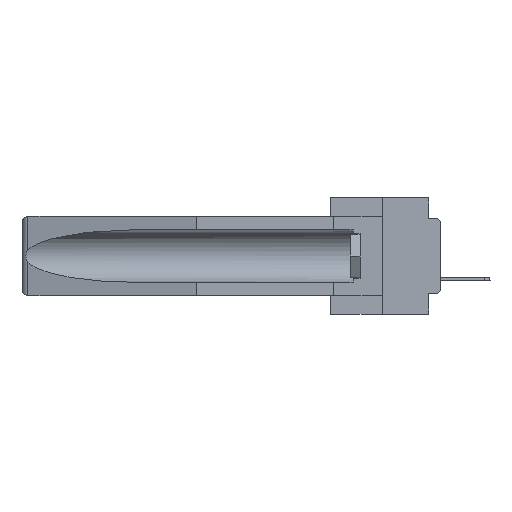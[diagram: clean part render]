
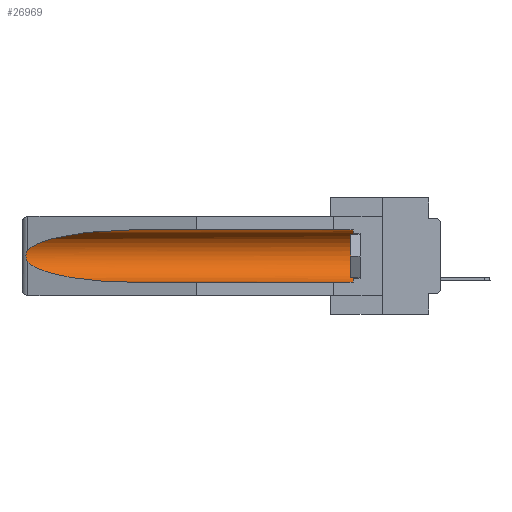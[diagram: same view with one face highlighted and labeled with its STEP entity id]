
A CAD part, left-side view. The second image highlights one B-rep face of the part: STEP entity #26969.
In plain terms, the highlighted cylindrical face has radius 2.857 mm (diameter 5.715 mm), a partial arc.
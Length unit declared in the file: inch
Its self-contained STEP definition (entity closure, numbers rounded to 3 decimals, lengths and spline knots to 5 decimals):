
#756 = DIRECTION ( 'NONE',  ( 0., 0., 1. ) ) ;
#762 = DIRECTION ( 'NONE',  ( 0., -1., 0. ) ) ;
#1381 = CIRCLE ( 'NONE', #25186, 0.1125 ) ;
#1610 = CARTESIAN_POINT ( 'NONE',  ( 0.26537, 1.52718, -0.19328 ) ) ;
#1956 = LINE ( 'NONE', #4276, #5033 ) ;
#2057 = CARTESIAN_POINT ( 'NONE',  ( 0.2673, 1.53269, -0.17917 ) ) ;
#2072 = B_SPLINE_CURVE_WITH_KNOTS ( 'NONE', 3,
 ( #6994, #4371, #4807, #11247, #22515, #27203, #2057, #15767, #7137, #19857 ),
 .UNSPECIFIED., .F., .F.,
 ( 4, 2, 2, 2, 4 ),
 ( 0., 0.00029, 0.00058, 0.00087, 0.00117 ),
 .UNSPECIFIED. ) ;
#2234 = DIRECTION ( 'NONE',  ( 0., 1., 0. ) ) ;
#2821 = FACE_OUTER_BOUND ( 'NONE', #21362, .T. ) ;
#3057 =( BOUNDED_CURVE ( )  B_SPLINE_CURVE ( 3, ( #9785, #11705, #18272, #23235 ),
 .UNSPECIFIED., .F., .T. ) 
 B_SPLINE_CURVE_WITH_KNOTS ( ( 4, 4 ),
 ( 4.71239, 6.08839 ),
 .UNSPECIFIED. ) 
 CURVE ( )  GEOMETRIC_REPRESENTATION_ITEM ( )  RATIONAL_B_SPLINE_CURVE ( ( 1., 0.848, 0.848, 1. ) ) 
 REPRESENTATION_ITEM ( '' )  );
#3673 = EDGE_CURVE ( 'NONE', #28412, #20125, #3057, .T. ) ;
#4276 = CARTESIAN_POINT ( 'NONE',  ( 0.155, -0.30754, -0.059 ) ) ;
#4371 = CARTESIAN_POINT ( 'NONE',  ( 0.26597, 1.52961, -0.15275 ) ) ;
#4807 = CARTESIAN_POINT ( 'NONE',  ( 0.26654, 1.53092, -0.15636 ) ) ;
#5033 = VECTOR ( 'NONE', #2234, 39.37008 ) ;
#5079 = EDGE_CURVE ( 'NONE', #18219, #28411, #17539, .T. ) ;
#5418 = CARTESIAN_POINT ( 'NONE',  ( 0.155, -0.30754, -0.1715 ) ) ;
#6143 = EDGE_CURVE ( 'NONE', #20125, #21348, #2072, .T. ) ;
#6994 = CARTESIAN_POINT ( 'NONE',  ( 0.26537, 1.52718, -0.14972 ) ) ;
#7137 = CARTESIAN_POINT ( 'NONE',  ( 0.26597, 1.5296, -0.19026 ) ) ;
#7511 = CARTESIAN_POINT ( 'NONE',  ( 0.155, 0.126, -0.059 ) ) ;
#7567 = VECTOR ( 'NONE', #21733, 39.37008 ) ;
#7652 = ORIENTED_EDGE ( 'NONE', *, *, #3673, .T. ) ;
#7954 = ORIENTED_EDGE ( 'NONE', *, *, #28195, .T. ) ;
#9785 = CARTESIAN_POINT ( 'NONE',  ( 0.155, 1.07973, -0.059 ) ) ;
#9836 = CARTESIAN_POINT ( 'NONE',  ( 0.26537, 1.52718, -0.14972 ) ) ;
#10854 = ORIENTED_EDGE ( 'NONE', *, *, #5079, .F. ) ;
#11247 = CARTESIAN_POINT ( 'NONE',  ( 0.2673, 1.5327, -0.16383 ) ) ;
#11581 = EDGE_CURVE ( 'NONE', #23155, #28412, #1956, .T. ) ;
#11705 = CARTESIAN_POINT ( 'NONE',  ( 0.21114, 1.30732, -0.059 ) ) ;
#13602 = CARTESIAN_POINT ( 'NONE',  ( 0.155, 1.07973, -0.059 ) ) ;
#14271 = CARTESIAN_POINT ( 'NONE',  ( 0.26537, 1.52718, -0.19328 ) ) ;
#14506 = DIRECTION ( 'NONE',  ( 0., 0., 1. ) ) ;
#15767 = CARTESIAN_POINT ( 'NONE',  ( 0.26655, 1.53094, -0.18657 ) ) ;
#16798 = CARTESIAN_POINT ( 'NONE',  ( 0.25451, 1.48313, -0.24835 ) ) ;
#16883 = ORIENTED_EDGE ( 'NONE', *, *, #11581, .T. ) ;
#17539 = LINE ( 'NONE', #26469, #7567 ) ;
#17838 = CARTESIAN_POINT ( 'NONE',  ( 0.155, 1.07973, -0.284 ) ) ;
#18219 = VERTEX_POINT ( 'NONE', #24659 ) ;
#18272 = CARTESIAN_POINT ( 'NONE',  ( 0.25451, 1.48313, -0.09465 ) ) ;
#19857 = CARTESIAN_POINT ( 'NONE',  ( 0.26537, 1.52718, -0.19328 ) ) ;
#20125 = VERTEX_POINT ( 'NONE', #9836 ) ;
#20450 = ORIENTED_EDGE ( 'NONE', *, *, #6143, .T. ) ;
#21082 = CARTESIAN_POINT ( 'NONE',  ( 0.155, 0.126, -0.1715 ) ) ;
#21312 = ORIENTED_EDGE ( 'NONE', *, *, #27527, .T. ) ;
#21348 = VERTEX_POINT ( 'NONE', #14271 ) ;
#21362 = EDGE_LOOP ( 'NONE', ( #7652, #20450, #21312, #10854, #7954, #16883 ) ) ;
#21733 = DIRECTION ( 'NONE',  ( 0., 1., 0. ) ) ;
#21929 =( BOUNDED_CURVE ( )  B_SPLINE_CURVE ( 3, ( #1610, #16798, #26166, #28211 ),
 .UNSPECIFIED., .F., .T. ) 
 B_SPLINE_CURVE_WITH_KNOTS ( ( 4, 4 ),
 ( 0.1948, 1.5708 ),
 .UNSPECIFIED. ) 
 CURVE ( )  GEOMETRIC_REPRESENTATION_ITEM ( )  RATIONAL_B_SPLINE_CURVE ( ( 1., 0.848, 0.848, 1. ) ) 
 REPRESENTATION_ITEM ( '' )  );
#22515 = CARTESIAN_POINT ( 'NONE',  ( 0.2675, 1.53308, -0.16763 ) ) ;
#23155 = VERTEX_POINT ( 'NONE', #7511 ) ;
#23235 = CARTESIAN_POINT ( 'NONE',  ( 0.26537, 1.52718, -0.14972 ) ) ;
#24659 = CARTESIAN_POINT ( 'NONE',  ( 0.155, 0.126, -0.284 ) ) ;
#24893 = DIRECTION ( 'NONE',  ( 0., 1., 0. ) ) ;
#25186 = AXIS2_PLACEMENT_3D ( 'NONE', #21082, #762, #14506 ) ;
#25327 = CYLINDRICAL_SURFACE ( 'NONE', #28885, 0.1125 ) ;
#26166 = CARTESIAN_POINT ( 'NONE',  ( 0.21114, 1.30732, -0.284 ) ) ;
#26469 = CARTESIAN_POINT ( 'NONE',  ( 0.155, -0.30754, -0.284 ) ) ;
#26969 = ADVANCED_FACE ( 'NONE', ( #2821 ), #25327, .F. ) ;
#27203 = CARTESIAN_POINT ( 'NONE',  ( 0.2675, 1.53308, -0.17534 ) ) ;
#27527 = EDGE_CURVE ( 'NONE', #21348, #28411, #21929, .T. ) ;
#28195 = EDGE_CURVE ( 'NONE', #18219, #23155, #1381, .T. ) ;
#28211 = CARTESIAN_POINT ( 'NONE',  ( 0.155, 1.07973, -0.284 ) ) ;
#28411 = VERTEX_POINT ( 'NONE', #17838 ) ;
#28412 = VERTEX_POINT ( 'NONE', #13602 ) ;
#28885 = AXIS2_PLACEMENT_3D ( 'NONE', #5418, #24893, #756 ) ;
